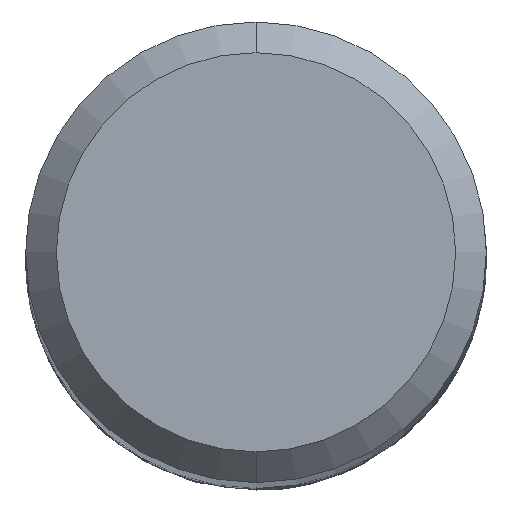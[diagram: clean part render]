
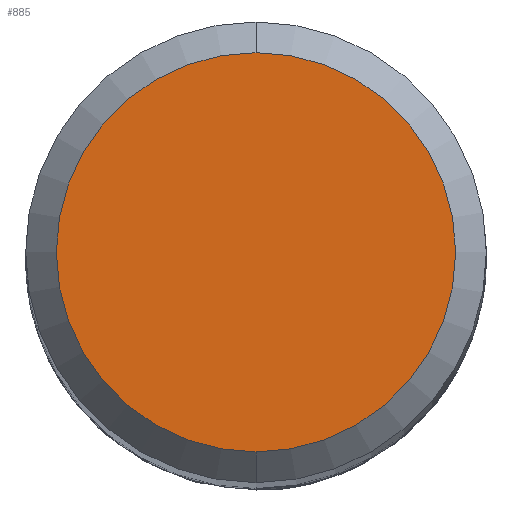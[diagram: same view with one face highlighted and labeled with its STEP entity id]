
A CAD part, top view. The second image highlights one B-rep face of the part: STEP entity #885.
In plain terms, the highlighted planar face has unit normal (0, 0, 1).
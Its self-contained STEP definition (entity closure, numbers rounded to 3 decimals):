
#885=ADVANCED_FACE('',(#1940),#1941,.T.);
#905=EDGE_CURVE('',#967,#1423,#1961,.T.);
#967=VERTEX_POINT('',#2026);
#1251=EDGE_CURVE('',#1423,#967,#2336,.T.);
#1423=VERTEX_POINT('',#2527);
#1940=FACE_OUTER_BOUND('',#5041,.T.);
#1941=PLANE('',#5042);
#1961=CIRCLE('',#5136,2.6);
#2026=CARTESIAN_POINT('',(0.,-2.6,0.0));
#2336=CIRCLE('',#7238,2.6);
#2527=CARTESIAN_POINT('',(0.0,2.6,0.0));
#5041=EDGE_LOOP('',(#10238,#10239));
#5042=AXIS2_PLACEMENT_3D('',#10240,#10241,#10242);
#5136=AXIS2_PLACEMENT_3D('',#10246,#10247,#10248);
#7238=AXIS2_PLACEMENT_3D('',#10596,#10597,#10598);
#10238=ORIENTED_EDGE('',*,*,#1251,.F.);
#10239=ORIENTED_EDGE('',*,*,#905,.F.);
#10240=CARTESIAN_POINT('',(0.0,1.3,0.0));
#10241=DIRECTION('',(-0.0,0.0,1.0));
#10242=DIRECTION('',(0.0,-1.0,0.0));
#10246=CARTESIAN_POINT('',(0.0,0.0,0.0));
#10247=DIRECTION('',(0.0,0.0,-1.0));
#10248=DIRECTION('',(0.0,1.0,0.0));
#10596=CARTESIAN_POINT('',(0.0,0.0,0.0));
#10597=DIRECTION('',(0.0,0.0,-1.0));
#10598=DIRECTION('',(0.0,1.0,0.0));
